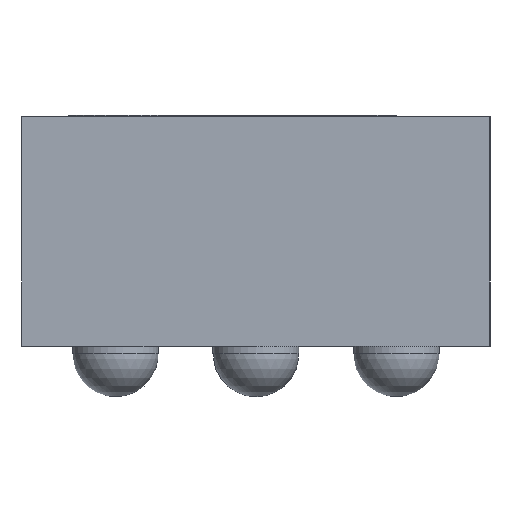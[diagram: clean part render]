
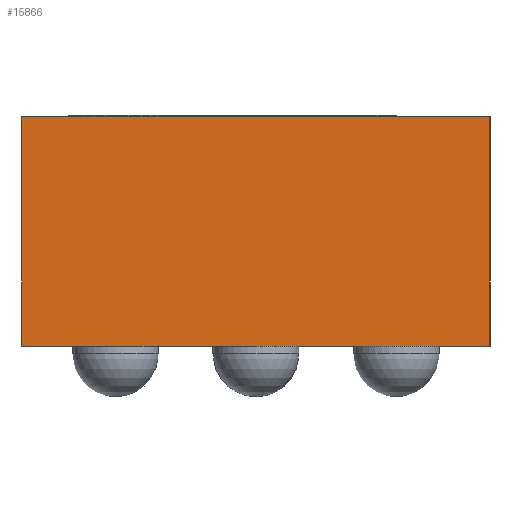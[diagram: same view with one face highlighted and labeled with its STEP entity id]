
A CAD part, left-side view. The second image highlights one B-rep face of the part: STEP entity #15866.
In plain terms, the highlighted planar face has unit normal (-1, 0, 0).
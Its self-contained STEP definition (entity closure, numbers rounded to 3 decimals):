
#15841 = VERTEX_POINT('',#15842);
#15842 = CARTESIAN_POINT('',(-1.25,-0.75,0.735));
#15848 = EDGE_CURVE('',#15849,#15841,#15851,.T.);
#15849 = VERTEX_POINT('',#15850);
#15850 = CARTESIAN_POINT('',(-1.25,-0.75,0.));
#15851 = LINE('',#15852,#15853);
#15852 = CARTESIAN_POINT('',(-1.25,-0.75,0.));
#15853 = VECTOR('',#15854,1.);
#15854 = DIRECTION('',(0.,0.,1.));
#15866 = ADVANCED_FACE('',(#15867),#15892,.T.);
#15867 = FACE_BOUND('',#15868,.T.);
#15868 = EDGE_LOOP('',(#15869,#15870,#15878,#15886));
#15869 = ORIENTED_EDGE('',*,*,#15848,.T.);
#15870 = ORIENTED_EDGE('',*,*,#15871,.T.);
#15871 = EDGE_CURVE('',#15841,#15872,#15874,.T.);
#15872 = VERTEX_POINT('',#15873);
#15873 = CARTESIAN_POINT('',(-1.25,0.75,0.735));
#15874 = LINE('',#15875,#15876);
#15875 = CARTESIAN_POINT('',(-1.25,-0.75,0.735));
#15876 = VECTOR('',#15877,1.);
#15877 = DIRECTION('',(0.,1.,0.));
#15878 = ORIENTED_EDGE('',*,*,#15879,.F.);
#15879 = EDGE_CURVE('',#15880,#15872,#15882,.T.);
#15880 = VERTEX_POINT('',#15881);
#15881 = CARTESIAN_POINT('',(-1.25,0.75,0.));
#15882 = LINE('',#15883,#15884);
#15883 = CARTESIAN_POINT('',(-1.25,0.75,0.));
#15884 = VECTOR('',#15885,1.);
#15885 = DIRECTION('',(0.,0.,1.));
#15886 = ORIENTED_EDGE('',*,*,#15887,.F.);
#15887 = EDGE_CURVE('',#15849,#15880,#15888,.T.);
#15888 = LINE('',#15889,#15890);
#15889 = CARTESIAN_POINT('',(-1.25,-0.75,0.));
#15890 = VECTOR('',#15891,1.);
#15891 = DIRECTION('',(0.,1.,0.));
#15892 = PLANE('',#15893);
#15893 = AXIS2_PLACEMENT_3D('',#15894,#15895,#15896);
#15894 = CARTESIAN_POINT('',(-1.25,-0.75,0.));
#15895 = DIRECTION('',(-1.,0.,0.));
#15896 = DIRECTION('',(0.,1.,0.));
